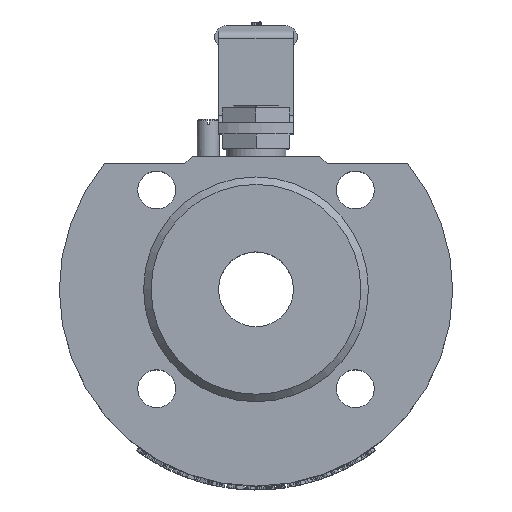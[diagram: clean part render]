
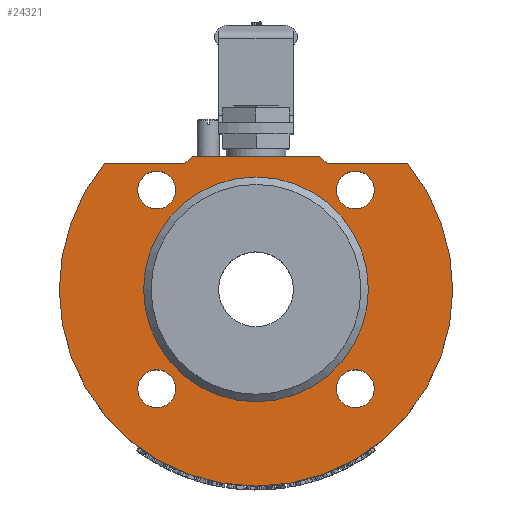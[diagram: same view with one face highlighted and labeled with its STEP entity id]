
A CAD part, top view. The second image highlights one B-rep face of the part: STEP entity #24321.
In plain terms, the highlighted planar face has unit normal (0, 0, 1).
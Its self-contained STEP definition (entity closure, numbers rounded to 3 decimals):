
#1897=FACE_BOUND('',#7968,.T.);
#1898=FACE_BOUND('',#7969,.T.);
#1899=FACE_BOUND('',#7970,.T.);
#1900=FACE_BOUND('',#7971,.T.);
#1901=FACE_BOUND('',#7972,.T.);
#1971=LINE('',#30169,#3809);
#2973=LINE('',#47549,#4811);
#2975=LINE('',#47553,#4813);
#2977=LINE('',#47556,#4815);
#2978=LINE('',#47558,#4816);
#3809=VECTOR('',#26015,10.);
#4811=VECTOR('',#28539,10.);
#4813=VECTOR('',#28543,10.);
#4815=VECTOR('',#28547,10.);
#4816=VECTOR('',#28550,10.);
#6560=FACE_OUTER_BOUND('',#7967,.T.);
#7967=EDGE_LOOP('',(#19050,#19051,#19052,#19053,#19054,#19055));
#7968=EDGE_LOOP('',(#19056));
#7969=EDGE_LOOP('',(#19057));
#7970=EDGE_LOOP('',(#19058));
#7971=EDGE_LOOP('',(#19059));
#7972=EDGE_LOOP('',(#19060));
#8859=CIRCLE('',#25531,52.5);
#8865=CIRCLE('',#25550,5.053);
#8869=CIRCLE('',#25556,5.053);
#8873=CIRCLE('',#25562,5.053);
#8877=CIRCLE('',#25568,5.053);
#8885=CIRCLE('',#25596,30.);
#8975=VERTEX_POINT('',#30166);
#8976=VERTEX_POINT('',#30168);
#10378=VERTEX_POINT('',#47420);
#10379=VERTEX_POINT('',#47422);
#10385=VERTEX_POINT('',#47448);
#10389=VERTEX_POINT('',#47458);
#10393=VERTEX_POINT('',#47468);
#10397=VERTEX_POINT('',#47478);
#10413=VERTEX_POINT('',#47542);
#10415=VERTEX_POINT('',#47548);
#10416=VERTEX_POINT('',#47552);
#11291=EDGE_CURVE('',#8975,#8976,#1971,.T.);
#13388=EDGE_CURVE('',#10379,#10378,#8859,.T.);
#13395=EDGE_CURVE('',#10385,#10385,#8865,.T.);
#13399=EDGE_CURVE('',#10389,#10389,#8869,.T.);
#13403=EDGE_CURVE('',#10393,#10393,#8873,.T.);
#13407=EDGE_CURVE('',#10397,#10397,#8877,.T.);
#13435=EDGE_CURVE('',#10413,#10413,#8885,.T.);
#13437=EDGE_CURVE('',#10415,#8975,#2973,.T.);
#13439=EDGE_CURVE('',#8976,#10416,#2975,.T.);
#13441=EDGE_CURVE('',#10415,#10379,#2977,.T.);
#13442=EDGE_CURVE('',#10378,#10416,#2978,.T.);
#19050=ORIENTED_EDGE('',*,*,#13437,.F.);
#19051=ORIENTED_EDGE('',*,*,#13441,.T.);
#19052=ORIENTED_EDGE('',*,*,#13388,.T.);
#19053=ORIENTED_EDGE('',*,*,#13442,.T.);
#19054=ORIENTED_EDGE('',*,*,#13439,.F.);
#19055=ORIENTED_EDGE('',*,*,#11291,.F.);
#19056=ORIENTED_EDGE('',*,*,#13395,.T.);
#19057=ORIENTED_EDGE('',*,*,#13399,.T.);
#19058=ORIENTED_EDGE('',*,*,#13403,.T.);
#19059=ORIENTED_EDGE('',*,*,#13407,.T.);
#19060=ORIENTED_EDGE('',*,*,#13435,.T.);
#21947=PLANE('',#25604);
#24321=ADVANCED_FACE('',(#6560,#1897,#1898,#1899,#1900,#1901),#21947,.T.);
#25531=AXIS2_PLACEMENT_3D('',#47423,#28380,#28381);
#25550=AXIS2_PLACEMENT_3D('',#47449,#28419,#28420);
#25556=AXIS2_PLACEMENT_3D('',#47459,#28431,#28432);
#25562=AXIS2_PLACEMENT_3D('',#47469,#28443,#28444);
#25568=AXIS2_PLACEMENT_3D('',#47479,#28455,#28456);
#25596=AXIS2_PLACEMENT_3D('',#47543,#28531,#28532);
#25604=AXIS2_PLACEMENT_3D('',#47560,#28553,#28554);
#26015=DIRECTION('',(1.,0.,0.));
#28380=DIRECTION('center_axis',(0.,0.,1.));
#28381=DIRECTION('ref_axis',(0.77,-0.638,0.));
#28419=DIRECTION('center_axis',(0.,0.,-1.));
#28420=DIRECTION('ref_axis',(-1.,0.,0.));
#28431=DIRECTION('center_axis',(0.,0.,-1.));
#28432=DIRECTION('ref_axis',(-1.,0.,0.));
#28443=DIRECTION('center_axis',(0.,0.,-1.));
#28444=DIRECTION('ref_axis',(-1.,0.,0.));
#28455=DIRECTION('center_axis',(0.,0.,-1.));
#28456=DIRECTION('ref_axis',(-1.,0.,0.));
#28531=DIRECTION('center_axis',(0.,0.,-1.));
#28532=DIRECTION('ref_axis',(-1.,0.,0.));
#28539=DIRECTION('',(0.707,0.707,0.));
#28543=DIRECTION('',(0.707,-0.707,0.));
#28547=DIRECTION('',(-1.,0.,0.));
#28550=DIRECTION('',(-1.,0.,0.));
#28553=DIRECTION('center_axis',(0.,0.,1.));
#28554=DIRECTION('ref_axis',(1.,0.,0.));
#30166=CARTESIAN_POINT('',(-17.,35.5,17.5));
#30168=CARTESIAN_POINT('',(17.,35.5,17.5));
#30169=CARTESIAN_POINT('',(-52.5,35.5,17.5));
#47420=CARTESIAN_POINT('',(40.423,33.5,17.5));
#47422=CARTESIAN_POINT('',(-40.423,33.5,17.5));
#47423=CARTESIAN_POINT('Origin',(0.,0.,17.5));
#47448=CARTESIAN_POINT('',(31.57,-26.517,17.5));
#47449=CARTESIAN_POINT('Origin',(26.517,-26.517,17.5));
#47458=CARTESIAN_POINT('',(-21.464,26.517,17.5));
#47459=CARTESIAN_POINT('Origin',(-26.517,26.517,17.5));
#47468=CARTESIAN_POINT('',(31.57,26.517,17.5));
#47469=CARTESIAN_POINT('Origin',(26.517,26.517,17.5));
#47478=CARTESIAN_POINT('',(-21.464,-26.517,17.5));
#47479=CARTESIAN_POINT('Origin',(-26.517,-26.517,17.5));
#47542=CARTESIAN_POINT('',(30.,0.,17.5));
#47543=CARTESIAN_POINT('Origin',(0.,0.,17.5));
#47548=CARTESIAN_POINT('',(-19.,33.5,17.5));
#47549=CARTESIAN_POINT('',(-22.583,29.917,17.5));
#47552=CARTESIAN_POINT('',(19.,33.5,17.5));
#47553=CARTESIAN_POINT('',(22.583,29.917,17.5));
#47556=CARTESIAN_POINT('',(-40.423,33.5,17.5));
#47558=CARTESIAN_POINT('',(-40.423,33.5,17.5));
#47560=CARTESIAN_POINT('Origin',(0.,-1.834,
17.5));
